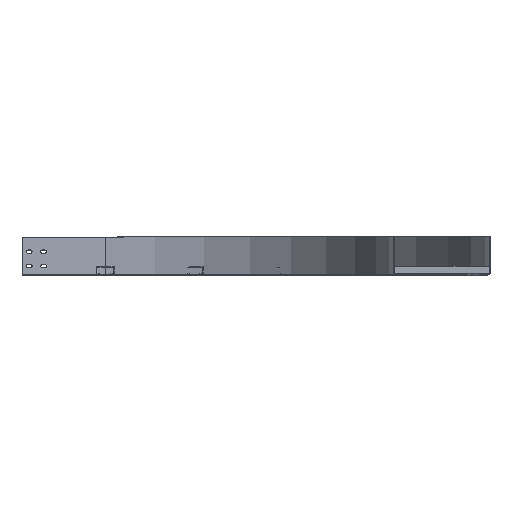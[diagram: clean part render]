
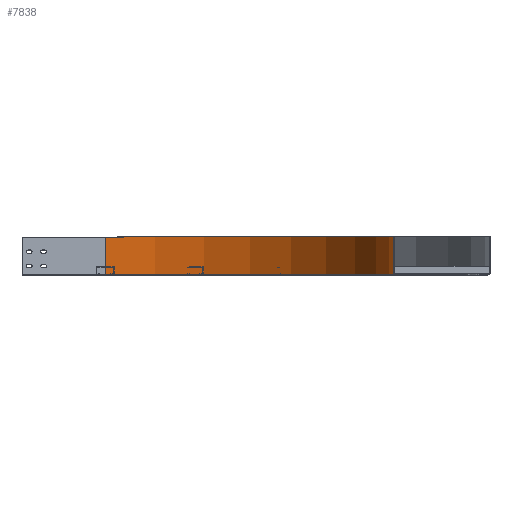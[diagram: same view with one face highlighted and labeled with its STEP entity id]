
A CAD part, top view. The second image highlights one B-rep face of the part: STEP entity #7838.
In plain terms, the highlighted cylindrical face has radius 600 mm (diameter 1200 mm), a partial arc.
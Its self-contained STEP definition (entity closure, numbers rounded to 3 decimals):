
#326 = LINE ( 'NONE', #3937, #330 ) ;
#328 = CIRCLE ( 'NONE', #1122, 600. ) ;
#329 = LINE ( 'NONE', #3943, #333 ) ;
#330 = VECTOR ( 'NONE', #3933, 1000. ) ;
#332 = CIRCLE ( 'NONE', #1123, 600. ) ;
#333 = VECTOR ( 'NONE', #3941, 1000. ) ;
#640 = EDGE_LOOP ( 'NONE', ( #7351, #7352, #7353, #7354 ) ) ;
#1122 = AXIS2_PLACEMENT_3D ( 'NONE', #3944, #3945, #3946 ) ;
#1123 = AXIS2_PLACEMENT_3D ( 'NONE', #3948, #3949, #3950 ) ;
#1311 = VERTEX_POINT ( 'NONE', #3715 ) ;
#1312 = VERTEX_POINT ( 'NONE', #3716 ) ;
#1315 = VERTEX_POINT ( 'NONE', #3719 ) ;
#1316 = VERTEX_POINT ( 'NONE', #3720 ) ;
#1620 = DIRECTION ( 'NONE',  ( 0., 0., 1. ) ) ;
#1624 = DIRECTION ( 'NONE',  ( 0., 1., 0. ) ) ;
#1625 = CARTESIAN_POINT ( 'NONE',  ( -600., 0., -173. ) ) ;
#3058 = FACE_OUTER_BOUND ( 'NONE', #640, .T. ) ;
#3072 = CYLINDRICAL_SURFACE ( 'NONE', #7470, 600. ) ;
#3592 = EDGE_CURVE ( 'NONE', #1311, #1312, #326, .T. ) ;
#3593 = EDGE_CURVE ( 'NONE', #1311, #1315, #328, .T. ) ;
#3594 = EDGE_CURVE ( 'NONE', #1315, #1316, #329, .T. ) ;
#3595 = EDGE_CURVE ( 'NONE', #1312, #1316, #332, .T. ) ;
#3715 = CARTESIAN_POINT ( 'NONE',  ( 0., 37.07, -173. ) ) ;
#3716 = CARTESIAN_POINT ( 'NONE',  ( 0., -41.13, -173. ) ) ;
#3719 = CARTESIAN_POINT ( 'NONE',  ( -600., 37.07, -773. ) ) ;
#3720 = CARTESIAN_POINT ( 'NONE',  ( -600., -41.13, -773. ) ) ;
#3933 = DIRECTION ( 'NONE',  ( 0., -1., 0. ) ) ;
#3937 = CARTESIAN_POINT ( 'NONE',  ( 0., -41.13, -173. ) ) ;
#3941 = DIRECTION ( 'NONE',  ( 0., -1., 0. ) ) ;
#3943 = CARTESIAN_POINT ( 'NONE',  ( -600., -41.13, -773. ) ) ;
#3944 = CARTESIAN_POINT ( 'NONE',  ( -600., 37.07, -173. ) ) ;
#3945 = DIRECTION ( 'NONE',  ( 0., 1., 0. ) ) ;
#3946 = DIRECTION ( 'NONE',  ( 0., 0., 1. ) ) ;
#3948 = CARTESIAN_POINT ( 'NONE',  ( -600., -41.13, -173. ) ) ;
#3949 = DIRECTION ( 'NONE',  ( 0., 1., 0. ) ) ;
#3950 = DIRECTION ( 'NONE',  ( 0., 0., 1. ) ) ;
#7351 = ORIENTED_EDGE ( 'NONE', *, *, #3592, .F. ) ;
#7352 = ORIENTED_EDGE ( 'NONE', *, *, #3593, .T. ) ;
#7353 = ORIENTED_EDGE ( 'NONE', *, *, #3594, .T. ) ;
#7354 = ORIENTED_EDGE ( 'NONE', *, *, #3595, .F. ) ;
#7470 = AXIS2_PLACEMENT_3D ( 'NONE', #1625, #1624, #1620 ) ;
#7838 = ADVANCED_FACE ( 'NONE', ( #3058 ), #3072, .F. ) ;
